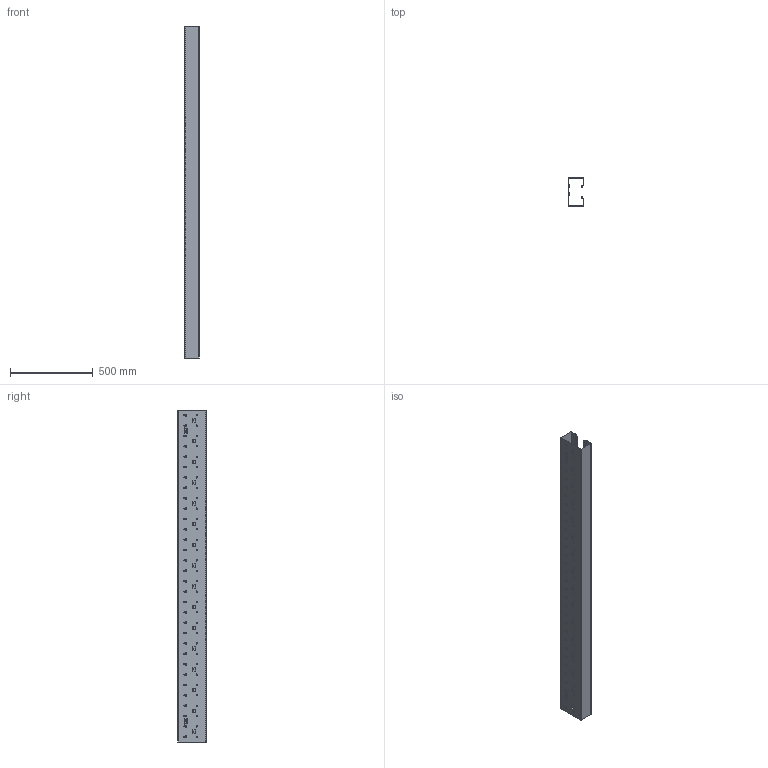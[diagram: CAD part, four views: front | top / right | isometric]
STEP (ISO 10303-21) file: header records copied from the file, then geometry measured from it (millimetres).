
FILE_DESCRIPTION (( 'STEP AP214' ), '1' );
FILE_NAME ('6277700.stp', '2017-07-10T13:28:53', ( '' ), ( '' ), 'SwSTEP 2.0', 'SolidWorks 2016', '' );
FILE_SCHEMA (( 'AUTOMOTIVE_DESIGN' ));
Length unit declared in the file: millimetre
Products named in the file (1): 6277700
Bounding box: 90 x 170 x 2000 mm (x, y, z)
Volume: 974836.1 mm3; surface area: 1958950.8 mm2
Topology: 1 solids, 1 shells, 1162 faces, 2932 edges, 1772 vertices
Faces by surface type: plane 510, cylinder 480, bspline 172
Entity records: 39554 total; most frequent: CARTESIAN_POINT 11827, ORIENTED_EDGE 5864, DIRECTION 4950, EDGE_CURVE 2932, VECTOR 1776, LINE 1776, VERTEX_POINT 1772, AXIS2_PLACEMENT_3D 1587
